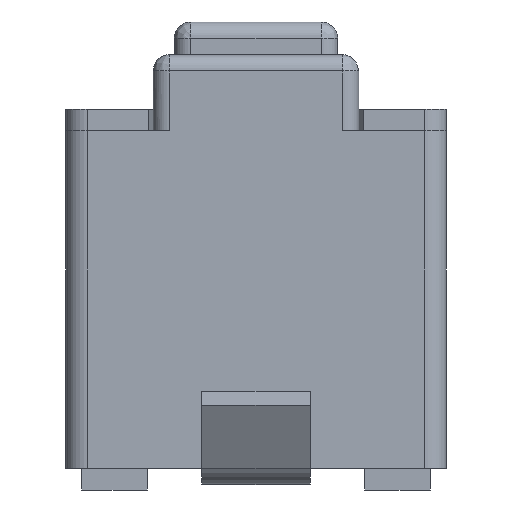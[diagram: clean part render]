
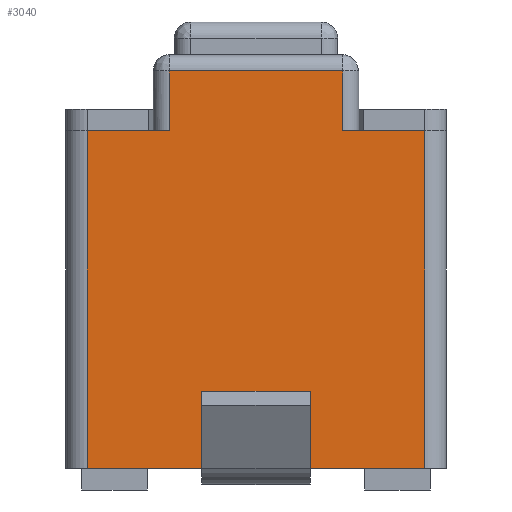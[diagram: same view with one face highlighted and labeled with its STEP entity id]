
A CAD part, left-side view. The second image highlights one B-rep face of the part: STEP entity #3040.
In plain terms, the highlighted planar face has unit normal (-1, 0, 0).
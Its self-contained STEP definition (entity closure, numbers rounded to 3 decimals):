
#74 = ORIENTED_EDGE ( 'NONE', *, *, #2822, .F. ) ;
#88 = EDGE_LOOP ( 'NONE', ( #3306, #3349, #1696, #2244, #872, #2880, #2136, #74 ) ) ;
#90 = CARTESIAN_POINT ( 'NONE',  ( -2.709, 4.78, 5.766 ) ) ;
#130 = VERTEX_POINT ( 'NONE', #2761 ) ;
#138 = CARTESIAN_POINT ( 'NONE',  ( -2.709, 4.78, 2.666 ) ) ;
#160 = LINE ( 'NONE', #946, #3278 ) ;
#281 = VERTEX_POINT ( 'NONE', #1426 ) ;
#321 = DIRECTION ( 'NONE',  ( 0., -1., 0. ) ) ;
#393 = DIRECTION ( 'NONE',  ( 0., 0., -1. ) ) ;
#416 = EDGE_CURVE ( 'NONE', #2888, #632, #430, .T. ) ;
#430 = LINE ( 'NONE', #990, #1218 ) ;
#491 = CARTESIAN_POINT ( 'NONE',  ( -2.709, 4.78, 5.766 ) ) ;
#632 = VERTEX_POINT ( 'NONE', #750 ) ;
#720 = DIRECTION ( 'NONE',  ( 0., -1., 0. ) ) ;
#750 = CARTESIAN_POINT ( 'NONE',  ( -2.709, 1.68, 2.666 ) ) ;
#790 = EDGE_CURVE ( 'NONE', #2888, #2578, #2606, .T. ) ;
#844 = CARTESIAN_POINT ( 'NONE',  ( -2.709, 4.025, 5.766 ) ) ;
#872 = ORIENTED_EDGE ( 'NONE', *, *, #3310, .F. ) ;
#946 = CARTESIAN_POINT ( 'NONE',  ( -2.709, 4.78, 5.766 ) ) ;
#990 = CARTESIAN_POINT ( 'NONE',  ( -2.709, 1.68, 2.666 ) ) ;
#1218 = VECTOR ( 'NONE', #720, 1000. ) ;
#1219 = CARTESIAN_POINT ( 'NONE',  ( -2.709, 4.78, 5.766 ) ) ;
#1266 = LINE ( 'NONE', #3162, #1691 ) ;
#1281 = DIRECTION ( 'NONE',  ( 0., -1., 0. ) ) ;
#1426 = CARTESIAN_POINT ( 'NONE',  ( -2.709, 2.435, 5.766 ) ) ;
#1476 = VECTOR ( 'NONE', #2112, 1000. ) ;
#1499 = VERTEX_POINT ( 'NONE', #1958 ) ;
#1569 = EDGE_CURVE ( 'NONE', #3100, #1499, #2101, .T. ) ;
#1599 = EDGE_CURVE ( 'NONE', #1499, #281, #1266, .T. ) ;
#1691 = VECTOR ( 'NONE', #393, 1000. ) ;
#1696 = ORIENTED_EDGE ( 'NONE', *, *, #416, .T. ) ;
#1806 = VECTOR ( 'NONE', #2847, 1000. ) ;
#1936 = AXIS2_PLACEMENT_3D ( 'NONE', #491, #3530, #2122 ) ;
#1958 = CARTESIAN_POINT ( 'NONE',  ( -2.709, 2.435, 6.316 ) ) ;
#2090 = LINE ( 'NONE', #2327, #1476 ) ;
#2101 = LINE ( 'NONE', #2672, #2631 ) ;
#2112 = DIRECTION ( 'NONE',  ( 0., 0., -1. ) ) ;
#2122 = DIRECTION ( 'NONE',  ( 0., 0., -1. ) ) ;
#2136 = ORIENTED_EDGE ( 'NONE', *, *, #1569, .F. ) ;
#2244 = ORIENTED_EDGE ( 'NONE', *, *, #3379, .F. ) ;
#2327 = CARTESIAN_POINT ( 'NONE',  ( -2.709, 1.68, 5.766 ) ) ;
#2527 = EDGE_CURVE ( 'NONE', #2578, #3007, #2559, .T. ) ;
#2559 = LINE ( 'NONE', #2825, #3396 ) ;
#2572 = VECTOR ( 'NONE', #2776, 1000. ) ;
#2578 = VERTEX_POINT ( 'NONE', #90 ) ;
#2606 = LINE ( 'NONE', #1219, #1806 ) ;
#2631 = VECTOR ( 'NONE', #1281, 1000. ) ;
#2672 = CARTESIAN_POINT ( 'NONE',  ( -2.709, 4.78, 6.316 ) ) ;
#2761 = CARTESIAN_POINT ( 'NONE',  ( -2.709, 1.68, 5.766 ) ) ;
#2776 = DIRECTION ( 'NONE',  ( 0., 0., 1. ) ) ;
#2792 = LINE ( 'NONE', #844, #2572 ) ;
#2822 = EDGE_CURVE ( 'NONE', #3007, #3100, #2792, .T. ) ;
#2825 = CARTESIAN_POINT ( 'NONE',  ( -2.709, 4.78, 5.766 ) ) ;
#2847 = DIRECTION ( 'NONE',  ( 0., 0., 1. ) ) ;
#2880 = ORIENTED_EDGE ( 'NONE', *, *, #1599, .F. ) ;
#2888 = VERTEX_POINT ( 'NONE', #138 ) ;
#3007 = VERTEX_POINT ( 'NONE', #3461 ) ;
#3040 = ADVANCED_FACE ( 'NONE', ( #3215 ), #3491, .F. ) ;
#3100 = VERTEX_POINT ( 'NONE', #3251 ) ;
#3162 = CARTESIAN_POINT ( 'NONE',  ( -2.709, 2.435, 5.766 ) ) ;
#3215 = FACE_OUTER_BOUND ( 'NONE', #88, .T. ) ;
#3251 = CARTESIAN_POINT ( 'NONE',  ( -2.709, 4.025, 6.316 ) ) ;
#3278 = VECTOR ( 'NONE', #3523, 1000. ) ;
#3306 = ORIENTED_EDGE ( 'NONE', *, *, #2527, .F. ) ;
#3310 = EDGE_CURVE ( 'NONE', #281, #130, #160, .T. ) ;
#3349 = ORIENTED_EDGE ( 'NONE', *, *, #790, .F. ) ;
#3379 = EDGE_CURVE ( 'NONE', #130, #632, #2090, .T. ) ;
#3396 = VECTOR ( 'NONE', #321, 1000. ) ;
#3461 = CARTESIAN_POINT ( 'NONE',  ( -2.709, 4.025, 5.766 ) ) ;
#3491 = PLANE ( 'NONE',  #1936 ) ;
#3523 = DIRECTION ( 'NONE',  ( 0., -1., 0. ) ) ;
#3530 = DIRECTION ( 'NONE',  ( 1., 0., 0. ) ) ;
